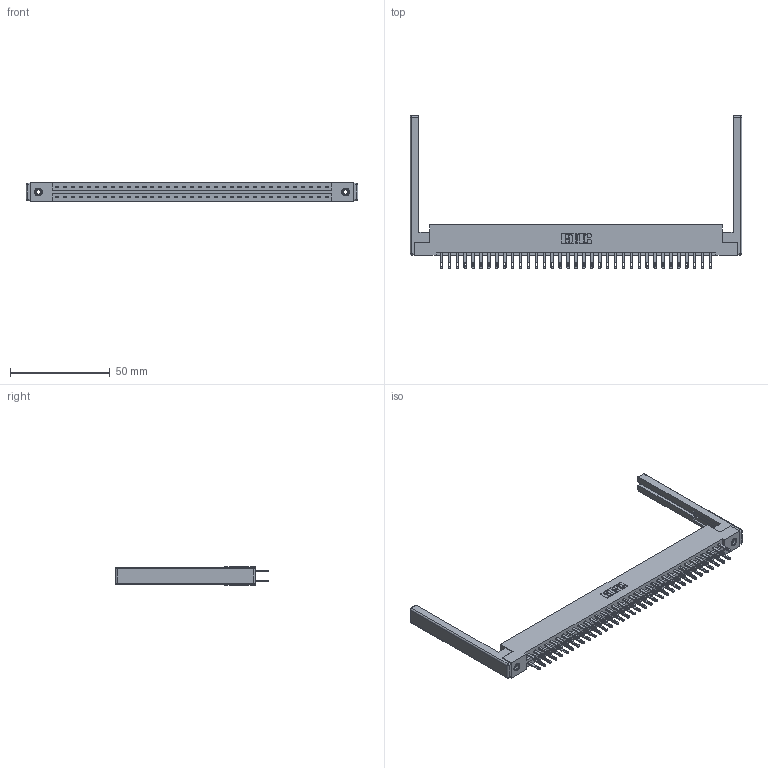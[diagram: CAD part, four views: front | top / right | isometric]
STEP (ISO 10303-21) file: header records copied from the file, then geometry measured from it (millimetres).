
FILE_DESCRIPTION (( 'STEP AP203' ), '1' );
FILE_NAME ('337-070-500-268.STEP', '2019-10-10T00:57:28', ( '' ), ( '' ), 'SwSTEP 2.0', 'SolidWorks 2016', '' );
FILE_SCHEMA (( 'CONFIG_CONTROL_DESIGN' ));
Length unit declared in the file: inch
Products named in the file (5): 307-220-068; 337-070-500-268; 337 Part_Flush Mounting Lugs - 0.156 Dia-TI; 345-250-001_345-250-001-102; 345-292-001_345-293-100
Assembly tree (75 placements, depth 2):
  337-070-500-268
    337 Part_Flush Mounting Lugs - 0.156 Dia-TI
    345-292-001_345-293-100  x70
    345-250-001_345-250-001-102  x2
    307-220-068  x2
Bounding box: 166.12 x 76.59 x 9.4 mm (x, y, z)
Volume: 22012.1 mm3; surface area: 24670.8 mm2
Topology: 75 solids, 75 shells, 3768 faces, 11411 edges, 7586 vertices
Faces by surface type: plane 2398, cylinder 1346, cone 12, sphere 8, torus 4
Entity records: 30732 total; most frequent: CARTESIAN_POINT 5147, ORIENTED_EDGE 5072, DIRECTION 4462, EDGE_CURVE 2536, LINE 2354, VECTOR 2354, VERTEX_POINT 1682, AXIS2_PLACEMENT_3D 1054
